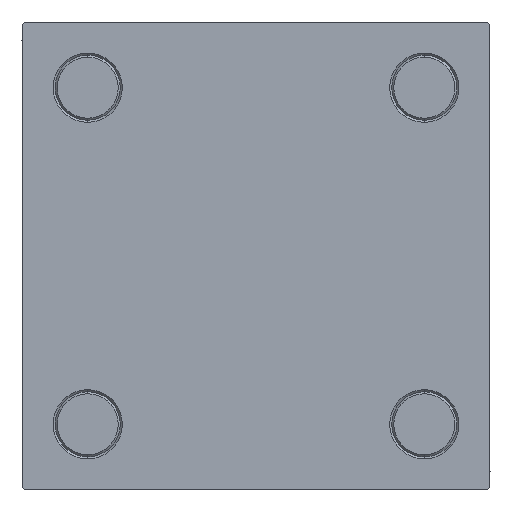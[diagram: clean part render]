
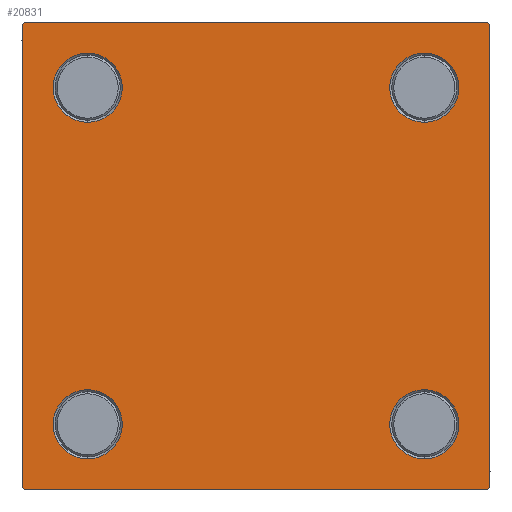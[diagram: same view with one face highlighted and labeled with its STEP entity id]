
A CAD part, left-side view. The second image highlights one B-rep face of the part: STEP entity #20831.
In plain terms, the highlighted planar face has unit normal (-1, 0, 0).
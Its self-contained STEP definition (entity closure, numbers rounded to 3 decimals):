
#1136 = ORIENTED_EDGE ( 'NONE', *, *, #47515, .T. ) ;
#1555 = CARTESIAN_POINT ( 'NONE',  ( 0., 57., -57.5 ) ) ;
#1602 = VERTEX_POINT ( 'NONE', #6058 ) ;
#1832 = FACE_OUTER_BOUND ( 'NONE', #22483, .T. ) ;
#2085 = DIRECTION ( 'NONE',  ( 0., -1., 0. ) ) ;
#3284 = EDGE_CURVE ( 'NONE', #33849, #31632, #19825, .T. ) ;
#3577 = EDGE_CURVE ( 'NONE', #31632, #1602, #26144, .T. ) ;
#3708 = DIRECTION ( 'NONE',  ( 0., 0., 1. ) ) ;
#3719 = ORIENTED_EDGE ( 'NONE', *, *, #46363, .T. ) ;
#4465 = ORIENTED_EDGE ( 'NONE', *, *, #33004, .T. ) ;
#4840 = AXIS2_PLACEMENT_3D ( 'NONE', #34967, #49739, #19679 ) ;
#5074 = ORIENTED_EDGE ( 'NONE', *, *, #42335, .T. ) ;
#5446 = ORIENTED_EDGE ( 'NONE', *, *, #32430, .T. ) ;
#5770 = AXIS2_PLACEMENT_3D ( 'NONE', #22679, #15287, #46346 ) ;
#6010 = ORIENTED_EDGE ( 'NONE', *, *, #3284, .T. ) ;
#6058 = CARTESIAN_POINT ( 'NONE',  ( 0., 57.5, -57. ) ) ;
#6216 = CARTESIAN_POINT ( 'NONE',  ( 0., -57.5, 57.5 ) ) ;
#6242 = ORIENTED_EDGE ( 'NONE', *, *, #49976, .F. ) ;
#6400 = DIRECTION ( 'NONE',  ( 0., 0., 1. ) ) ;
#6676 = DIRECTION ( 'NONE',  ( 1., 0., 0. ) ) ;
#7337 = VECTOR ( 'NONE', #42578, 1000. ) ;
#7611 = CARTESIAN_POINT ( 'NONE',  ( 0., -41.35, 32.85 ) ) ;
#8119 = DIRECTION ( 'NONE',  ( 0., 0.707, -0.707 ) ) ;
#8392 = EDGE_LOOP ( 'NONE', ( #36516, #23125 ) ) ;
#8569 = ORIENTED_EDGE ( 'NONE', *, *, #49686, .T. ) ;
#8694 = CARTESIAN_POINT ( 'NONE',  ( 0., -57.5, 57. ) ) ;
#8985 = CARTESIAN_POINT ( 'NONE',  ( 0., -41.35, -41.35 ) ) ;
#9073 = VERTEX_POINT ( 'NONE', #7611 ) ;
#9149 = CARTESIAN_POINT ( 'NONE',  ( 0., 57.5, 57. ) ) ;
#9732 = CIRCLE ( 'NONE', #47149, 8.5 ) ;
#9798 = LINE ( 'NONE', #6216, #29026 ) ;
#10029 = EDGE_CURVE ( 'NONE', #9073, #41930, #28955, .T. ) ;
#10107 = VECTOR ( 'NONE', #22076, 1000. ) ;
#10215 = AXIS2_PLACEMENT_3D ( 'NONE', #15340, #6676, #37735 ) ;
#10222 = DIRECTION ( 'NONE',  ( 0., 0.707, 0.707 ) ) ;
#10734 = VERTEX_POINT ( 'NONE', #31441 ) ;
#11380 = DIRECTION ( 'NONE',  ( 1., 0., 0. ) ) ;
#11477 = CIRCLE ( 'NONE', #5770, 8.5 ) ;
#12032 = CARTESIAN_POINT ( 'NONE',  ( 0., 57.25, -57.25 ) ) ;
#12218 = LINE ( 'NONE', #39954, #36986 ) ;
#12832 = AXIS2_PLACEMENT_3D ( 'NONE', #24247, #43848, #43337 ) ;
#13198 = VERTEX_POINT ( 'NONE', #29836 ) ;
#13207 = VERTEX_POINT ( 'NONE', #49688 ) ;
#13788 = DIRECTION ( 'NONE',  ( -1., 0., 0. ) ) ;
#14479 = EDGE_LOOP ( 'NONE', ( #4465, #46691 ) ) ;
#15287 = DIRECTION ( 'NONE',  ( 1., 0., 0. ) ) ;
#15340 = CARTESIAN_POINT ( 'NONE',  ( 0., -41.35, 41.35 ) ) ;
#15359 = LINE ( 'NONE', #12032, #44307 ) ;
#15483 = VERTEX_POINT ( 'NONE', #1555 ) ;
#18116 = FACE_BOUND ( 'NONE', #8392, .T. ) ;
#18869 = CARTESIAN_POINT ( 'NONE',  ( 0., -57.25, 57.25 ) ) ;
#19481 = AXIS2_PLACEMENT_3D ( 'NONE', #29706, #45238, #33771 ) ;
#19630 = EDGE_CURVE ( 'NONE', #13198, #10734, #45983, .T. ) ;
#19679 = DIRECTION ( 'NONE',  ( 0., 0., 1. ) ) ;
#19825 = LINE ( 'NONE', #43249, #28043 ) ;
#20358 = DIRECTION ( 'NONE',  ( 0., -1., 0. ) ) ;
#20831 = ADVANCED_FACE ( 'NONE', ( #41271, #40530, #18116, #44859, #1832 ), #41528, .T. ) ;
#21426 = ORIENTED_EDGE ( 'NONE', *, *, #10029, .T. ) ;
#22076 = DIRECTION ( 'NONE',  ( 0., 0., -1. ) ) ;
#22483 = EDGE_LOOP ( 'NONE', ( #25599, #8569, #1136, #37551, #33968, #3719, #6242, #6010 ) ) ;
#22517 = EDGE_CURVE ( 'NONE', #24742, #37793, #9798, .T. ) ;
#22679 = CARTESIAN_POINT ( 'NONE',  ( 0., 41.35, -41.35 ) ) ;
#23107 = CARTESIAN_POINT ( 'NONE',  ( 0., 41.35, -41.35 ) ) ;
#23125 = ORIENTED_EDGE ( 'NONE', *, *, #33432, .T. ) ;
#23246 = AXIS2_PLACEMENT_3D ( 'NONE', #48931, #13788, #6400 ) ;
#23559 = CARTESIAN_POINT ( 'NONE',  ( 0., -57.5, -57. ) ) ;
#23746 = EDGE_LOOP ( 'NONE', ( #48123, #5074 ) ) ;
#24077 = CARTESIAN_POINT ( 'NONE',  ( 0., 41.35, -32.85 ) ) ;
#24247 = CARTESIAN_POINT ( 'NONE',  ( 0., 41.35, 41.35 ) ) ;
#24526 = DIRECTION ( 'NONE',  ( 1., 0., 0. ) ) ;
#24742 = VERTEX_POINT ( 'NONE', #8694 ) ;
#25207 = EDGE_CURVE ( 'NONE', #43858, #13207, #31531, .T. ) ;
#25382 = CARTESIAN_POINT ( 'NONE',  ( 0., 41.35, 32.85 ) ) ;
#25599 = ORIENTED_EDGE ( 'NONE', *, *, #3577, .T. ) ;
#26144 = LINE ( 'NONE', #42173, #10107 ) ;
#26301 = CARTESIAN_POINT ( 'NONE',  ( 0., -57.25, -57.25 ) ) ;
#26709 = CARTESIAN_POINT ( 'NONE',  ( 0., -57., -57.5 ) ) ;
#26751 = VERTEX_POINT ( 'NONE', #24077 ) ;
#27413 = CARTESIAN_POINT ( 'NONE',  ( 0., -41.35, 49.85 ) ) ;
#28043 = VECTOR ( 'NONE', #8119, 1000. ) ;
#28955 = CIRCLE ( 'NONE', #10215, 8.5 ) ;
#29026 = VECTOR ( 'NONE', #48511, 1000. ) ;
#29706 = CARTESIAN_POINT ( 'NONE',  ( 0., 41.35, 41.35 ) ) ;
#29836 = CARTESIAN_POINT ( 'NONE',  ( 0., -41.35, -32.85 ) ) ;
#30219 = EDGE_LOOP ( 'NONE', ( #5446, #21426 ) ) ;
#30381 = LINE ( 'NONE', #26301, #7337 ) ;
#30966 = CARTESIAN_POINT ( 'NONE',  ( 0., 57.5, -57.5 ) ) ;
#31441 = CARTESIAN_POINT ( 'NONE',  ( 0., -41.35, -49.85 ) ) ;
#31531 = CIRCLE ( 'NONE', #12832, 8.5 ) ;
#31632 = VERTEX_POINT ( 'NONE', #9149 ) ;
#32430 = EDGE_CURVE ( 'NONE', #41930, #9073, #44677, .T. ) ;
#33004 = EDGE_CURVE ( 'NONE', #13207, #43858, #35726, .T. ) ;
#33432 = EDGE_CURVE ( 'NONE', #39826, #26751, #9732, .T. ) ;
#33771 = DIRECTION ( 'NONE',  ( 0., 0., 1. ) ) ;
#33849 = VERTEX_POINT ( 'NONE', #44654 ) ;
#33968 = ORIENTED_EDGE ( 'NONE', *, *, #22517, .F. ) ;
#34765 = EDGE_CURVE ( 'NONE', #48930, #37793, #30381, .T. ) ;
#34967 = CARTESIAN_POINT ( 'NONE',  ( 0., -41.35, 41.35 ) ) ;
#35457 = DIRECTION ( 'NONE',  ( 0., -0.707, -0.707 ) ) ;
#35726 = CIRCLE ( 'NONE', #19481, 8.5 ) ;
#35888 = CARTESIAN_POINT ( 'NONE',  ( 0., -57., 57.5 ) ) ;
#36516 = ORIENTED_EDGE ( 'NONE', *, *, #37969, .T. ) ;
#36976 = DIRECTION ( 'NONE',  ( 0., 0., 1. ) ) ;
#36986 = VECTOR ( 'NONE', #20358, 1000. ) ;
#37551 = ORIENTED_EDGE ( 'NONE', *, *, #34765, .T. ) ;
#37735 = DIRECTION ( 'NONE',  ( 0., 0., 1. ) ) ;
#37793 = VERTEX_POINT ( 'NONE', #23559 ) ;
#37968 = LINE ( 'NONE', #18869, #41732 ) ;
#37969 = EDGE_CURVE ( 'NONE', #26751, #39826, #11477, .T. ) ;
#38074 = CARTESIAN_POINT ( 'NONE',  ( 0., -41.35, -41.35 ) ) ;
#38328 = CIRCLE ( 'NONE', #39969, 8.5 ) ;
#39826 = VERTEX_POINT ( 'NONE', #50279 ) ;
#39954 = CARTESIAN_POINT ( 'NONE',  ( 0., 57.5, 57.5 ) ) ;
#39969 = AXIS2_PLACEMENT_3D ( 'NONE', #8985, #24526, #36976 ) ;
#40530 = FACE_BOUND ( 'NONE', #23746, .T. ) ;
#41271 = FACE_BOUND ( 'NONE', #30219, .T. ) ;
#41528 = PLANE ( 'NONE',  #23246 ) ;
#41732 = VECTOR ( 'NONE', #10222, 1000. ) ;
#41930 = VERTEX_POINT ( 'NONE', #27413 ) ;
#42173 = CARTESIAN_POINT ( 'NONE',  ( 0., 57.5, 57.5 ) ) ;
#42335 = EDGE_CURVE ( 'NONE', #10734, #13198, #38328, .T. ) ;
#42578 = DIRECTION ( 'NONE',  ( 0., -0.707, 0.707 ) ) ;
#42714 = AXIS2_PLACEMENT_3D ( 'NONE', #38074, #46733, #3708 ) ;
#42956 = DIRECTION ( 'NONE',  ( 0., 0., 1. ) ) ;
#43249 = CARTESIAN_POINT ( 'NONE',  ( 0., 57.25, 57.25 ) ) ;
#43337 = DIRECTION ( 'NONE',  ( 0., 0., 1. ) ) ;
#43848 = DIRECTION ( 'NONE',  ( 1., 0., 0. ) ) ;
#43858 = VERTEX_POINT ( 'NONE', #25382 ) ;
#44307 = VECTOR ( 'NONE', #35457, 1000. ) ;
#44654 = CARTESIAN_POINT ( 'NONE',  ( 0., 57., 57.5 ) ) ;
#44677 = CIRCLE ( 'NONE', #4840, 8.5 ) ;
#44859 = FACE_BOUND ( 'NONE', #14479, .T. ) ;
#45238 = DIRECTION ( 'NONE',  ( 1., 0., 0. ) ) ;
#45983 = CIRCLE ( 'NONE', #42714, 8.5 ) ;
#46346 = DIRECTION ( 'NONE',  ( 0., 0., 1. ) ) ;
#46363 = EDGE_CURVE ( 'NONE', #24742, #49963, #37968, .T. ) ;
#46691 = ORIENTED_EDGE ( 'NONE', *, *, #25207, .T. ) ;
#46733 = DIRECTION ( 'NONE',  ( 1., 0., 0. ) ) ;
#47149 = AXIS2_PLACEMENT_3D ( 'NONE', #23107, #11380, #42956 ) ;
#47515 = EDGE_CURVE ( 'NONE', #15483, #48930, #50317, .T. ) ;
#48123 = ORIENTED_EDGE ( 'NONE', *, *, #19630, .T. ) ;
#48297 = VECTOR ( 'NONE', #2085, 1000. ) ;
#48511 = DIRECTION ( 'NONE',  ( 0., 0., -1. ) ) ;
#48930 = VERTEX_POINT ( 'NONE', #26709 ) ;
#48931 = CARTESIAN_POINT ( 'NONE',  ( 0., 0., 0. ) ) ;
#49686 = EDGE_CURVE ( 'NONE', #1602, #15483, #15359, .T. ) ;
#49688 = CARTESIAN_POINT ( 'NONE',  ( 0., 41.35, 49.85 ) ) ;
#49739 = DIRECTION ( 'NONE',  ( 1., 0., 0. ) ) ;
#49963 = VERTEX_POINT ( 'NONE', #35888 ) ;
#49976 = EDGE_CURVE ( 'NONE', #33849, #49963, #12218, .T. ) ;
#50279 = CARTESIAN_POINT ( 'NONE',  ( 0., 41.35, -49.85 ) ) ;
#50317 = LINE ( 'NONE', #30966, #48297 ) ;
